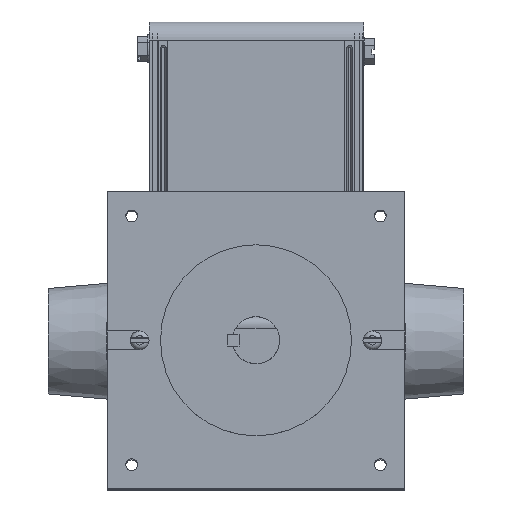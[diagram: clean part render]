
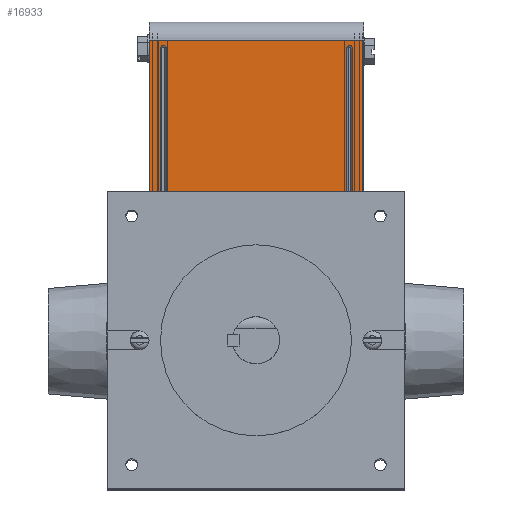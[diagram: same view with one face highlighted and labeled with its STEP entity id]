
A CAD part, top view. The second image highlights one B-rep face of the part: STEP entity #16933.
In plain terms, the highlighted planar face has unit normal (0, 0, 1).
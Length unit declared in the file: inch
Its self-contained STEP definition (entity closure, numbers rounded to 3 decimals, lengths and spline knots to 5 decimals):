
#29 = EDGE_CURVE ( 'NONE', #13651, #2639, #13303, .T. ) ;
#105 = ORIENTED_EDGE ( 'NONE', *, *, #17400, .F. ) ;
#238 = VERTEX_POINT ( 'NONE', #10362 ) ;
#360 = EDGE_CURVE ( 'NONE', #14643, #2639, #16332, .T. ) ;
#406 = DIRECTION ( 'NONE',  ( 0., 1., 0. ) ) ;
#600 = CARTESIAN_POINT ( 'NONE',  ( -1.13, 1.11662, -6.02795 ) ) ;
#934 = DIRECTION ( 'NONE',  ( 0., 0., -1. ) ) ;
#1689 = VECTOR ( 'NONE', #1822, 39.37008 ) ;
#1822 = DIRECTION ( 'NONE',  ( 0., 1., 0. ) ) ;
#1866 = CARTESIAN_POINT ( 'NONE',  ( -1.13, 3.183, -6.02795 ) ) ;
#1948 = FACE_BOUND ( 'NONE', #10292, .T. ) ;
#2093 = LINE ( 'NONE', #9865, #4246 ) ;
#2393 = DIRECTION ( 'NONE',  ( 0., 1., 0. ) ) ;
#2560 = DIRECTION ( 'NONE',  ( 0., 1., 0. ) ) ;
#2639 = VERTEX_POINT ( 'NONE', #3228 ) ;
#3226 = EDGE_LOOP ( 'NONE', ( #15748, #6458, #3931, #17874 ) ) ;
#3228 = CARTESIAN_POINT ( 'NONE',  ( 1.01995, 3.0926, -6.02795 ) ) ;
#3906 = CIRCLE ( 'NONE', #13059, 0.03125 ) ;
#3931 = ORIENTED_EDGE ( 'NONE', *, *, #4425, .F. ) ;
#4206 = EDGE_LOOP ( 'NONE', ( #17441, #13874, #17570, #17608 ) ) ;
#4246 = VECTOR ( 'NONE', #11064, 39.37008 ) ;
#4365 = DIRECTION ( 'NONE',  ( 0., 0., 1. ) ) ;
#4375 = DIRECTION ( 'NONE',  ( 0., 0., 1. ) ) ;
#4425 = EDGE_CURVE ( 'NONE', #7324, #14265, #9218, .T. ) ;
#4439 = DIRECTION ( 'NONE',  ( -1., 0., 0. ) ) ;
#4583 = VERTEX_POINT ( 'NONE', #6269 ) ;
#4715 = EDGE_CURVE ( 'NONE', #4583, #18048, #12220, .T. ) ;
#4774 = CARTESIAN_POINT ( 'NONE',  ( 0.9887, 1.56662, -6.02795 ) ) ;
#4858 = LINE ( 'NONE', #7307, #11880 ) ;
#4944 = DIRECTION ( 'NONE',  ( 0., 0., 1. ) ) ;
#5075 = EDGE_CURVE ( 'NONE', #8733, #14643, #3906, .T. ) ;
#5316 = LINE ( 'NONE', #15830, #1689 ) ;
#5561 = CARTESIAN_POINT ( 'NONE',  ( 1.1387, 0., -6.02795 ) ) ;
#5699 = VERTEX_POINT ( 'NONE', #12546 ) ;
#6047 = FACE_BOUND ( 'NONE', #4206, .T. ) ;
#6269 = CARTESIAN_POINT ( 'NONE',  ( -0.94875, 1.56662, -6.02795 ) ) ;
#6458 = ORIENTED_EDGE ( 'NONE', *, *, #11214, .F. ) ;
#6561 = LINE ( 'NONE', #5561, #17696 ) ;
#6640 = CARTESIAN_POINT ( 'NONE',  ( 1.01995, 1.56662, -6.02795 ) ) ;
#6900 = CARTESIAN_POINT ( 'NONE',  ( -1.01125, 1.56662, -6.02795 ) ) ;
#7007 = CARTESIAN_POINT ( 'NONE',  ( -1.13, 0., -6.02795 ) ) ;
#7247 = DIRECTION ( 'NONE',  ( 0., 1., 0. ) ) ;
#7281 = EDGE_CURVE ( 'NONE', #5699, #14923, #2093, .T. ) ;
#7307 = CARTESIAN_POINT ( 'NONE',  ( 0.95745, 0., -6.02795 ) ) ;
#7324 = VERTEX_POINT ( 'NONE', #12637 ) ;
#7401 = VECTOR ( 'NONE', #7247, 39.37008 ) ;
#7469 = EDGE_CURVE ( 'NONE', #8733, #13651, #4858, .T. ) ;
#7686 = CARTESIAN_POINT ( 'NONE',  ( 1.01995, 0., -6.02795 ) ) ;
#7752 = VECTOR ( 'NONE', #2393, 39.37008 ) ;
#7920 = CARTESIAN_POINT ( 'NONE',  ( 0.95745, 3.0926, -6.02795 ) ) ;
#8084 = CARTESIAN_POINT ( 'NONE',  ( 0.95745, 1.56662, -6.02795 ) ) ;
#8192 = DIRECTION ( 'NONE',  ( 0., 0., -1. ) ) ;
#8368 = AXIS2_PLACEMENT_3D ( 'NONE', #16223, #934, #17606 ) ;
#8681 = DIRECTION ( 'NONE',  ( 1., 0., 0. ) ) ;
#8733 = VERTEX_POINT ( 'NONE', #8084 ) ;
#9011 = AXIS2_PLACEMENT_3D ( 'NONE', #15692, #4375, #8681 ) ;
#9218 = LINE ( 'NONE', #16661, #11832 ) ;
#9353 = ORIENTED_EDGE ( 'NONE', *, *, #4715, .T. ) ;
#9865 = CARTESIAN_POINT ( 'NONE',  ( 1.1387, 3.183, -6.02795 ) ) ;
#9988 = LINE ( 'NONE', #16233, #7752 ) ;
#10091 = AXIS2_PLACEMENT_3D ( 'NONE', #15542, #4365, #12933 ) ;
#10292 = EDGE_LOOP ( 'NONE', ( #105, #9353, #10650, #13386 ) ) ;
#10362 = CARTESIAN_POINT ( 'NONE',  ( -0.94875, 3.0926, -6.02795 ) ) ;
#10650 = ORIENTED_EDGE ( 'NONE', *, *, #12335, .T. ) ;
#11011 = CARTESIAN_POINT ( 'NONE',  ( 0.9887, 3.0926, -6.02795 ) ) ;
#11064 = DIRECTION ( 'NONE',  ( -1., 0., 0. ) ) ;
#11141 = LINE ( 'NONE', #7007, #7401 ) ;
#11148 = DIRECTION ( 'NONE',  ( 0., 1., 0. ) ) ;
#11214 = EDGE_CURVE ( 'NONE', #14265, #14923, #11141, .T. ) ;
#11342 = PLANE ( 'NONE',  #10091 ) ;
#11627 = EDGE_CURVE ( 'NONE', #238, #13556, #16755, .T. ) ;
#11832 = VECTOR ( 'NONE', #4439, 39.37008 ) ;
#11880 = VECTOR ( 'NONE', #406, 39.37008 ) ;
#12005 = DIRECTION ( 'NONE',  ( 1., 0., 0. ) ) ;
#12172 = VECTOR ( 'NONE', #2560, 39.37008 ) ;
#12220 = CIRCLE ( 'NONE', #8368, 0.03125 ) ;
#12335 = EDGE_CURVE ( 'NONE', #18048, #13556, #9988, .T. ) ;
#12546 = CARTESIAN_POINT ( 'NONE',  ( 1.1387, 3.183, -6.02795 ) ) ;
#12637 = CARTESIAN_POINT ( 'NONE',  ( 1.1387, 1.11662, -6.02795 ) ) ;
#12933 = DIRECTION ( 'NONE',  ( 1., 0., 0. ) ) ;
#13059 = AXIS2_PLACEMENT_3D ( 'NONE', #4774, #4944, #12005 ) ;
#13303 = CIRCLE ( 'NONE', #15678, 0.03125 ) ;
#13386 = ORIENTED_EDGE ( 'NONE', *, *, #11627, .F. ) ;
#13556 = VERTEX_POINT ( 'NONE', #14292 ) ;
#13651 = VERTEX_POINT ( 'NONE', #7920 ) ;
#13874 = ORIENTED_EDGE ( 'NONE', *, *, #29, .T. ) ;
#14180 = EDGE_CURVE ( 'NONE', #7324, #5699, #6561, .T. ) ;
#14265 = VERTEX_POINT ( 'NONE', #600 ) ;
#14292 = CARTESIAN_POINT ( 'NONE',  ( -1.01125, 3.0926, -6.02795 ) ) ;
#14643 = VERTEX_POINT ( 'NONE', #6640 ) ;
#14923 = VERTEX_POINT ( 'NONE', #1866 ) ;
#15542 = CARTESIAN_POINT ( 'NONE',  ( 1.1387, 0., -6.02795 ) ) ;
#15678 = AXIS2_PLACEMENT_3D ( 'NONE', #11011, #8192, #16553 ) ;
#15692 = CARTESIAN_POINT ( 'NONE',  ( -0.98, 3.0926, -6.02795 ) ) ;
#15748 = ORIENTED_EDGE ( 'NONE', *, *, #7281, .T. ) ;
#15830 = CARTESIAN_POINT ( 'NONE',  ( -0.94875, 0., -6.02795 ) ) ;
#16110 = FACE_OUTER_BOUND ( 'NONE', #3226, .T. ) ;
#16223 = CARTESIAN_POINT ( 'NONE',  ( -0.98, 1.56662, -6.02795 ) ) ;
#16233 = CARTESIAN_POINT ( 'NONE',  ( -1.01125, 0., -6.02795 ) ) ;
#16332 = LINE ( 'NONE', #7686, #12172 ) ;
#16553 = DIRECTION ( 'NONE',  ( 1., 0., 0. ) ) ;
#16661 = CARTESIAN_POINT ( 'NONE',  ( 1.1387, 1.11662, -6.02795 ) ) ;
#16755 = CIRCLE ( 'NONE', #9011, 0.03125 ) ;
#16933 = ADVANCED_FACE ( 'NONE', ( #16110, #1948, #6047 ), #11342, .T. ) ;
#17400 = EDGE_CURVE ( 'NONE', #4583, #238, #5316, .T. ) ;
#17441 = ORIENTED_EDGE ( 'NONE', *, *, #7469, .T. ) ;
#17570 = ORIENTED_EDGE ( 'NONE', *, *, #360, .F. ) ;
#17606 = DIRECTION ( 'NONE',  ( 1., 0., 0. ) ) ;
#17608 = ORIENTED_EDGE ( 'NONE', *, *, #5075, .F. ) ;
#17696 = VECTOR ( 'NONE', #11148, 39.37008 ) ;
#17874 = ORIENTED_EDGE ( 'NONE', *, *, #14180, .T. ) ;
#18048 = VERTEX_POINT ( 'NONE', #6900 ) ;
